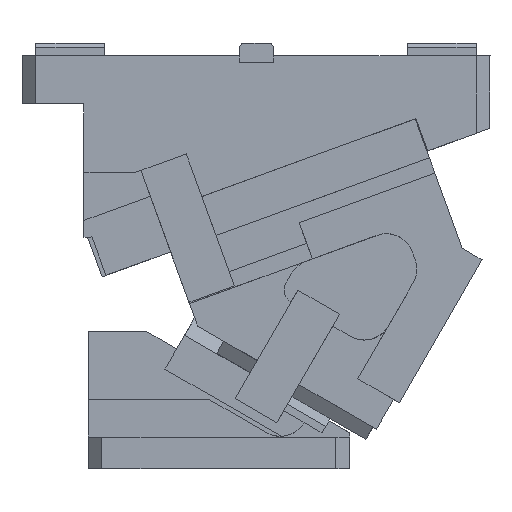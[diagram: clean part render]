
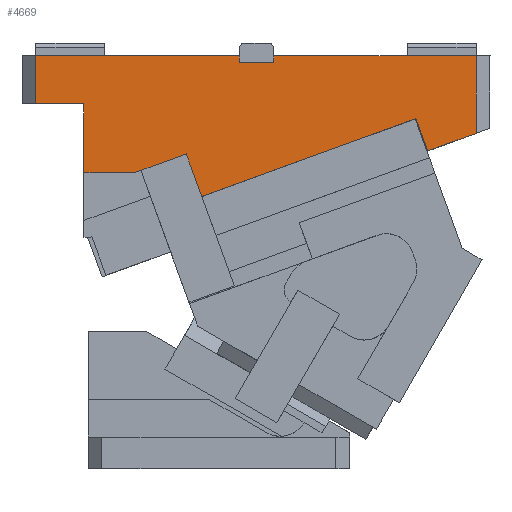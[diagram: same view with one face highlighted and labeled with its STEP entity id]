
A CAD part, front view. The second image highlights one B-rep face of the part: STEP entity #4669.
In plain terms, the highlighted planar face has unit normal (0, -1, 0).
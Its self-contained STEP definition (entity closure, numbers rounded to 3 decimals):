
#3747=CARTESIAN_POINT('Vertex',(-38.,-82.5,300.)) ;
#3750=CARTESIAN_POINT('Line Origine',(35.944,-82.5,300.)) ;
#3754=CARTESIAN_POINT('Vertex',(109.889,-82.5,300.)) ;
#3983=CARTESIAN_POINT('Vertex',(-3.,-82.5,265.)) ;
#3988=CARTESIAN_POINT('Line Origine',(-20.5,-82.5,265.)) ;
#3992=CARTESIAN_POINT('Vertex',(-38.,-82.5,265.)) ;
#4545=CARTESIAN_POINT('Line Origine',(-38.,-82.5,282.5)) ;
#4557=CARTESIAN_POINT('Axis2P3D Location',(76.801,-82.5,204.496)) ;
#4562=CARTESIAN_POINT('Line Origine',(160.361,-82.5,225.974)) ;
#4566=CARTESIAN_POINT('Vertex',(82.602,-82.5,197.672)) ;
#4568=CARTESIAN_POINT('Vertex',(238.121,-82.5,254.276)) ;
#4571=CARTESIAN_POINT('Line Origine',(242.396,-82.5,242.53)) ;
#4575=CARTESIAN_POINT('Vertex',(246.671,-82.5,230.784)) ;
#4578=CARTESIAN_POINT('Line Origine',(264.336,-82.5,237.213)) ;
#4582=CARTESIAN_POINT('Vertex',(282.,-82.5,243.643)) ;
#4585=CARTESIAN_POINT('Line Origine',(282.,-82.5,271.821)) ;
#4589=CARTESIAN_POINT('Vertex',(282.,-82.5,300.)) ;
#4592=CARTESIAN_POINT('Line Origine',(208.444,-82.5,300.)) ;
#4596=CARTESIAN_POINT('Vertex',(134.889,-82.5,300.)) ;
#4599=CARTESIAN_POINT('Line Origine',(134.889,-82.5,297.5)) ;
#4603=CARTESIAN_POINT('Vertex',(134.889,-82.5,295.)) ;
#4606=CARTESIAN_POINT('Line Origine',(122.389,-82.5,295.)) ;
#4610=CARTESIAN_POINT('Vertex',(109.889,-82.5,295.)) ;
#4613=CARTESIAN_POINT('Line Origine',(109.889,-82.5,297.5)) ;
#4618=CARTESIAN_POINT('Line Origine',(-3.,-82.5,240.)) ;
#4622=CARTESIAN_POINT('Vertex',(-3.,-82.5,215.)) ;
#4625=CARTESIAN_POINT('Line Origine',(15.362,-82.5,215.)) ;
#4629=CARTESIAN_POINT('Vertex',(33.724,-82.5,215.)) ;
#4632=CARTESIAN_POINT('Line Origine',(36.075,-82.5,215.856)) ;
#4636=CARTESIAN_POINT('Vertex',(38.426,-82.5,216.711)) ;
#4639=CARTESIAN_POINT('Line Origine',(54.87,-82.5,222.696)) ;
#4643=CARTESIAN_POINT('Vertex',(71.315,-82.5,228.682)) ;
#4646=CARTESIAN_POINT('Line Origine',(76.958,-82.5,213.177)) ;
#3751=DIRECTION('Vector Direction',(-1.,0.,0.)) ;
#3989=DIRECTION('Vector Direction',(-1.,0.,0.)) ;
#4546=DIRECTION('Vector Direction',(0.,0.,-1.)) ;
#4558=DIRECTION('Axis2P3D Direction',(-0.,-1.,0.)) ;
#4559=DIRECTION('Axis2P3D XDirection',(-0.985,0.,0.174)) ;
#4563=DIRECTION('Vector Direction',(0.94,0.,0.342)) ;
#4572=DIRECTION('Vector Direction',(0.342,0.,-0.94)) ;
#4579=DIRECTION('Vector Direction',(0.94,0.,0.342)) ;
#4586=DIRECTION('Vector Direction',(0.,0.,-1.)) ;
#4593=DIRECTION('Vector Direction',(-1.,0.,0.)) ;
#4600=DIRECTION('Vector Direction',(0.,0.,-1.)) ;
#4607=DIRECTION('Vector Direction',(-1.,0.,0.)) ;
#4614=DIRECTION('Vector Direction',(0.,0.,-1.)) ;
#4619=DIRECTION('Vector Direction',(0.,0.,-1.)) ;
#4626=DIRECTION('Vector Direction',(1.,0.,0.)) ;
#4633=DIRECTION('Vector Direction',(0.94,0.,0.342)) ;
#4640=DIRECTION('Vector Direction',(-0.94,0.,-0.342)) ;
#4647=DIRECTION('Vector Direction',(0.342,0.,-0.94)) ;
#4560=AXIS2_PLACEMENT_3D('Plane Axis2P3D',#4557,#4558,#4559) ;
#4652=ORIENTED_EDGE('',*,*,#4570,.T.) ;
#4653=ORIENTED_EDGE('',*,*,#4577,.T.) ;
#4654=ORIENTED_EDGE('',*,*,#4584,.T.) ;
#4655=ORIENTED_EDGE('',*,*,#4591,.F.) ;
#4656=ORIENTED_EDGE('',*,*,#4598,.T.) ;
#4657=ORIENTED_EDGE('',*,*,#4605,.T.) ;
#4658=ORIENTED_EDGE('',*,*,#4612,.T.) ;
#4659=ORIENTED_EDGE('',*,*,#4617,.F.) ;
#4660=ORIENTED_EDGE('',*,*,#3756,.T.) ;
#4661=ORIENTED_EDGE('',*,*,#4549,.T.) ;
#4662=ORIENTED_EDGE('',*,*,#3994,.F.) ;
#4663=ORIENTED_EDGE('',*,*,#4624,.T.) ;
#4664=ORIENTED_EDGE('',*,*,#4631,.T.) ;
#4665=ORIENTED_EDGE('',*,*,#4638,.T.) ;
#4666=ORIENTED_EDGE('',*,*,#4645,.F.) ;
#4667=ORIENTED_EDGE('',*,*,#4650,.T.) ;
#3752=VECTOR('Line Direction',#3751,1.) ;
#3990=VECTOR('Line Direction',#3989,1.) ;
#4547=VECTOR('Line Direction',#4546,1.) ;
#4564=VECTOR('Line Direction',#4563,1.) ;
#4573=VECTOR('Line Direction',#4572,1.) ;
#4580=VECTOR('Line Direction',#4579,1.) ;
#4587=VECTOR('Line Direction',#4586,1.) ;
#4594=VECTOR('Line Direction',#4593,1.) ;
#4601=VECTOR('Line Direction',#4600,1.) ;
#4608=VECTOR('Line Direction',#4607,1.) ;
#4615=VECTOR('Line Direction',#4614,1.) ;
#4620=VECTOR('Line Direction',#4619,1.) ;
#4627=VECTOR('Line Direction',#4626,1.) ;
#4634=VECTOR('Line Direction',#4633,1.) ;
#4641=VECTOR('Line Direction',#4640,1.) ;
#4648=VECTOR('Line Direction',#4647,1.) ;
#4669=ADVANCED_FACE('CAM HOLDER',(#4668),#4561,.T.) ;
#3756=EDGE_CURVE('',#3755,#3748,#3753,.T.) ;
#3994=EDGE_CURVE('',#3984,#3993,#3991,.T.) ;
#4549=EDGE_CURVE('',#3748,#3993,#4548,.T.) ;
#4570=EDGE_CURVE('',#4567,#4569,#4565,.T.) ;
#4577=EDGE_CURVE('',#4569,#4576,#4574,.T.) ;
#4584=EDGE_CURVE('',#4576,#4583,#4581,.T.) ;
#4591=EDGE_CURVE('',#4590,#4583,#4588,.T.) ;
#4598=EDGE_CURVE('',#4590,#4597,#4595,.T.) ;
#4605=EDGE_CURVE('',#4597,#4604,#4602,.T.) ;
#4612=EDGE_CURVE('',#4604,#4611,#4609,.T.) ;
#4617=EDGE_CURVE('',#3755,#4611,#4616,.T.) ;
#4624=EDGE_CURVE('',#3984,#4623,#4621,.T.) ;
#4631=EDGE_CURVE('',#4623,#4630,#4628,.T.) ;
#4638=EDGE_CURVE('',#4630,#4637,#4635,.T.) ;
#4645=EDGE_CURVE('',#4644,#4637,#4642,.T.) ;
#4650=EDGE_CURVE('',#4644,#4567,#4649,.T.) ;
#4651=EDGE_LOOP('',(#4652,#4653,#4654,#4655,#4656,#4657,#4658,#4659,#4660,#4661,#4662,#4663,#4664,#4665,#4666,#4667)) ;
#4668=FACE_OUTER_BOUND('',#4651,.T.) ;
#3753=LINE('Line',#3750,#3752) ;
#3991=LINE('Line',#3988,#3990) ;
#4548=LINE('Line',#4545,#4547) ;
#4565=LINE('Line',#4562,#4564) ;
#4574=LINE('Line',#4571,#4573) ;
#4581=LINE('Line',#4578,#4580) ;
#4588=LINE('Line',#4585,#4587) ;
#4595=LINE('Line',#4592,#4594) ;
#4602=LINE('Line',#4599,#4601) ;
#4609=LINE('Line',#4606,#4608) ;
#4616=LINE('Line',#4613,#4615) ;
#4621=LINE('Line',#4618,#4620) ;
#4628=LINE('Line',#4625,#4627) ;
#4635=LINE('Line',#4632,#4634) ;
#4642=LINE('Line',#4639,#4641) ;
#4649=LINE('Line',#4646,#4648) ;
#4561=PLANE('Plane',#4560) ;
#3748=VERTEX_POINT('',#3747) ;
#3755=VERTEX_POINT('',#3754) ;
#3984=VERTEX_POINT('',#3983) ;
#3993=VERTEX_POINT('',#3992) ;
#4567=VERTEX_POINT('',#4566) ;
#4569=VERTEX_POINT('',#4568) ;
#4576=VERTEX_POINT('',#4575) ;
#4583=VERTEX_POINT('',#4582) ;
#4590=VERTEX_POINT('',#4589) ;
#4597=VERTEX_POINT('',#4596) ;
#4604=VERTEX_POINT('',#4603) ;
#4611=VERTEX_POINT('',#4610) ;
#4623=VERTEX_POINT('',#4622) ;
#4630=VERTEX_POINT('',#4629) ;
#4637=VERTEX_POINT('',#4636) ;
#4644=VERTEX_POINT('',#4643) ;
